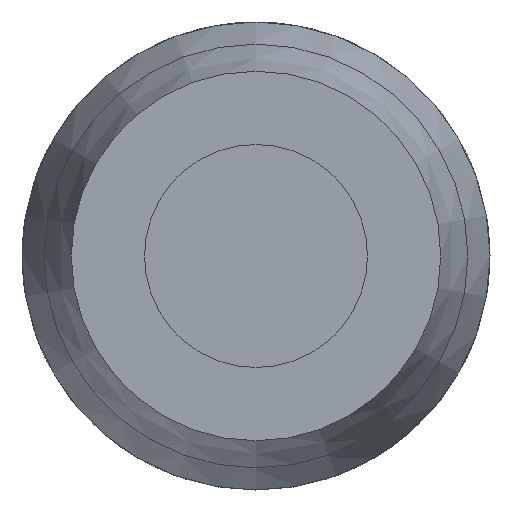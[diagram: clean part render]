
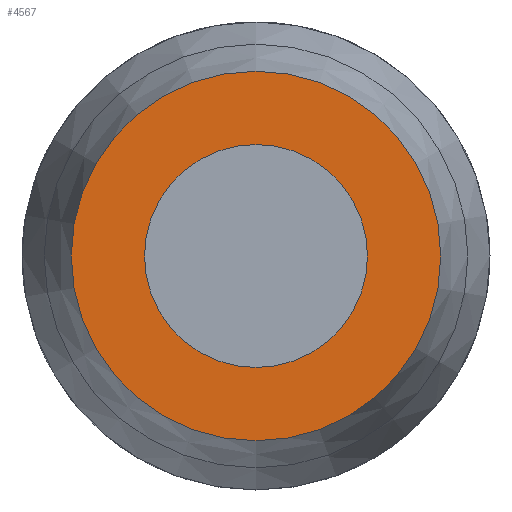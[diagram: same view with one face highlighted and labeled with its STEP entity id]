
A CAD part, front view. The second image highlights one B-rep face of the part: STEP entity #4567.
In plain terms, the highlighted planar face has unit normal (0, -1, 0).
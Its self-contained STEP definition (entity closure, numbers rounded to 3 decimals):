
#36 = CARTESIAN_POINT ( 'NONE',  ( 0., -43., 0. ) ) ;
#47 = CARTESIAN_POINT ( 'NONE',  ( 0., -43., 0. ) ) ;
#79 = DIRECTION ( 'NONE',  ( 0., -1., 0. ) ) ;
#394 = DIRECTION ( 'NONE',  ( 0., 0., -1. ) ) ;
#514 = ORIENTED_EDGE ( 'NONE', *, *, #3004, .F. ) ;
#541 = ORIENTED_EDGE ( 'NONE', *, *, #3630, .F. ) ;
#831 = EDGE_LOOP ( 'NONE', ( #514 ) ) ;
#862 = CARTESIAN_POINT ( 'NONE',  ( 0., -43., -4.528 ) ) ;
#942 = FACE_BOUND ( 'NONE', #4914, .T. ) ;
#1267 = VERTEX_POINT ( 'NONE', #862 ) ;
#1321 = AXIS2_PLACEMENT_3D ( 'NONE', #47, #79, #3932 ) ;
#1584 = PLANE ( 'NONE',  #3422 ) ;
#1591 = DIRECTION ( 'NONE',  ( 0., 0., 1. ) ) ;
#2247 = VERTEX_POINT ( 'NONE', #5115 ) ;
#2416 = DIRECTION ( 'NONE',  ( 0., 1., 0. ) ) ;
#2734 = FACE_OUTER_BOUND ( 'NONE', #831, .T. ) ;
#3004 = EDGE_CURVE ( 'NONE', #2247, #2247, #4958, .T. ) ;
#3084 = CIRCLE ( 'NONE', #1321, 4.528 ) ;
#3422 = AXIS2_PLACEMENT_3D ( 'NONE', #36, #3516, #394 ) ;
#3516 = DIRECTION ( 'NONE',  ( 0., -1., 0. ) ) ;
#3630 = EDGE_CURVE ( 'NONE', #1267, #1267, #3084, .T. ) ;
#3932 = DIRECTION ( 'NONE',  ( 0., 0., -1. ) ) ;
#4248 = AXIS2_PLACEMENT_3D ( 'NONE', #4791, #2416, #1591 ) ;
#4567 = ADVANCED_FACE ( 'NONE', ( #942, #2734 ), #1584, .T. ) ;
#4791 = CARTESIAN_POINT ( 'NONE',  ( 0., -43., 0. ) ) ;
#4914 = EDGE_LOOP ( 'NONE', ( #541 ) ) ;
#4958 = CIRCLE ( 'NONE', #4248, 7.5 ) ;
#5115 = CARTESIAN_POINT ( 'NONE',  ( 0., -43., 7.5 ) ) ;
